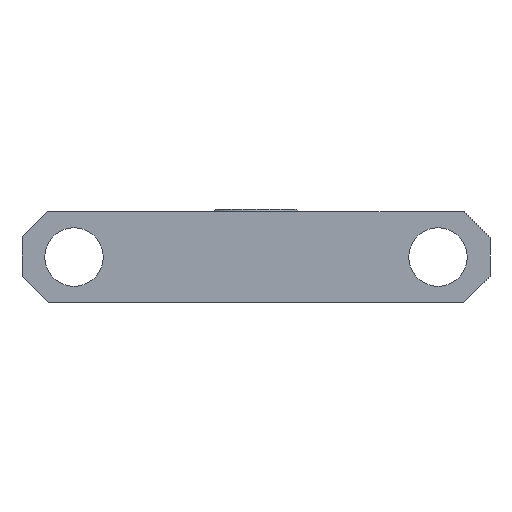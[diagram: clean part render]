
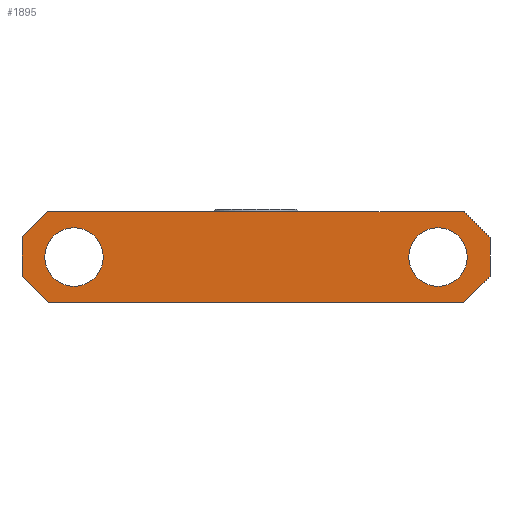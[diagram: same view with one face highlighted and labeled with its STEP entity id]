
A CAD part, front view. The second image highlights one B-rep face of the part: STEP entity #1895.
In plain terms, the highlighted planar face has unit normal (0, -1, 0).
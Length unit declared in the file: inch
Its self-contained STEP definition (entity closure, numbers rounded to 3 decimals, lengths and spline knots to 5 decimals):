
#43 = DIRECTION ( 'NONE',  ( 0., 0., 1. ) ) ;
#143 = ORIENTED_EDGE ( 'NONE', *, *, #787, .T. ) ;
#176 = EDGE_LOOP ( 'NONE', ( #2170, #2462 ) ) ;
#223 = DIRECTION ( 'NONE',  ( 0.707, 0., -0.707 ) ) ;
#226 = LINE ( 'NONE', #1197, #956 ) ;
#260 = DIRECTION ( 'NONE',  ( 0., 1., 0. ) ) ;
#276 = CARTESIAN_POINT ( 'NONE',  ( -1.125, 0., -0.09375 ) ) ;
#348 = CARTESIAN_POINT ( 'NONE',  ( -0.875, 0., 0. ) ) ;
#373 = LINE ( 'NONE', #526, #995 ) ;
#374 = EDGE_CURVE ( 'NONE', #2260, #978, #477, .T. ) ;
#384 = CARTESIAN_POINT ( 'NONE',  ( -1.125, 0., 0.09375 ) ) ;
#397 = DIRECTION ( 'NONE',  ( -0.707, 0., -0.707 ) ) ;
#407 = ORIENTED_EDGE ( 'NONE', *, *, #2223, .T. ) ;
#408 = CARTESIAN_POINT ( 'NONE',  ( -1.125, 0., -0.21875 ) ) ;
#415 = VERTEX_POINT ( 'NONE', #2341 ) ;
#422 = EDGE_CURVE ( 'NONE', #838, #1644, #2230, .T. ) ;
#425 = EDGE_CURVE ( 'NONE', #1115, #2134, #1903, .T. ) ;
#477 = LINE ( 'NONE', #1302, #2571 ) ;
#484 = DIRECTION ( 'NONE',  ( 0., 1., 0. ) ) ;
#485 = ORIENTED_EDGE ( 'NONE', *, *, #374, .T. ) ;
#504 = CARTESIAN_POINT ( 'NONE',  ( -1.28125, 0., -0.0625 ) ) ;
#515 = DIRECTION ( 'NONE',  ( 1., 0., 0. ) ) ;
#526 = CARTESIAN_POINT ( 'NONE',  ( -0.0625, 0., -1.28125 ) ) ;
#532 = EDGE_CURVE ( 'NONE', #1505, #2260, #1808, .T. ) ;
#626 = ORIENTED_EDGE ( 'NONE', *, *, #2550, .F. ) ;
#650 = DIRECTION ( 'NONE',  ( -0.707, 0., 0.707 ) ) ;
#651 = CIRCLE ( 'NONE', #2518, 0.14062 ) ;
#678 = CARTESIAN_POINT ( 'NONE',  ( -1.0625, 0., -0.15625 ) ) ;
#695 = DIRECTION ( 'NONE',  ( 0., 0., 1. ) ) ;
#754 = FACE_OUTER_BOUND ( 'NONE', #948, .T. ) ;
#759 = VECTOR ( 'NONE', #223, 39.37008 ) ;
#787 = EDGE_CURVE ( 'NONE', #1820, #1505, #373, .T. ) ;
#788 = DIRECTION ( 'NONE',  ( 0., 0., 1. ) ) ;
#801 = ORIENTED_EDGE ( 'NONE', *, *, #1160, .T. ) ;
#802 = VECTOR ( 'NONE', #43, 39.37008 ) ;
#838 = VERTEX_POINT ( 'NONE', #977 ) ;
#871 = CARTESIAN_POINT ( 'NONE',  ( 0.875, 0., 0.14062 ) ) ;
#872 = AXIS2_PLACEMENT_3D ( 'NONE', #408, #2325, #1493 ) ;
#903 = DIRECTION ( 'NONE',  ( 0., 0., 1. ) ) ;
#904 = EDGE_LOOP ( 'NONE', ( #2441, #1001 ) ) ;
#915 = CARTESIAN_POINT ( 'NONE',  ( 0.875, 0., -0.14062 ) ) ;
#927 = CIRCLE ( 'NONE', #1393, 0.14062 ) ;
#935 = VECTOR ( 'NONE', #1962, 39.37008 ) ;
#948 = EDGE_LOOP ( 'NONE', ( #626, #801, #2338, #143, #1035, #485, #1919, #407 ) ) ;
#956 = VECTOR ( 'NONE', #2092, 39.37008 ) ;
#977 = CARTESIAN_POINT ( 'NONE',  ( -0.875, 0., 0.14062 ) ) ;
#978 = VERTEX_POINT ( 'NONE', #2446 ) ;
#992 = CARTESIAN_POINT ( 'NONE',  ( 1.125, 0., 0.09375 ) ) ;
#995 = VECTOR ( 'NONE', #1813, 39.37008 ) ;
#1001 = ORIENTED_EDGE ( 'NONE', *, *, #422, .T. ) ;
#1035 = ORIENTED_EDGE ( 'NONE', *, *, #532, .T. ) ;
#1087 = CARTESIAN_POINT ( 'NONE',  ( -1.125, 0., -0.21875 ) ) ;
#1115 = VERTEX_POINT ( 'NONE', #871 ) ;
#1151 = VECTOR ( 'NONE', #515, 39.37008 ) ;
#1160 = EDGE_CURVE ( 'NONE', #2606, #1194, #2426, .T. ) ;
#1178 = CARTESIAN_POINT ( 'NONE',  ( 1.125, 0., -0.09375 ) ) ;
#1194 = VERTEX_POINT ( 'NONE', #2581 ) ;
#1197 = CARTESIAN_POINT ( 'NONE',  ( -1.125, 0., 0.21875 ) ) ;
#1199 = CARTESIAN_POINT ( 'NONE',  ( 1., 0., -0.21875 ) ) ;
#1268 = CARTESIAN_POINT ( 'NONE',  ( -0.875, 0., -0.14062 ) ) ;
#1302 = CARTESIAN_POINT ( 'NONE',  ( 0.15625, 0., 1.0625 ) ) ;
#1356 = CARTESIAN_POINT ( 'NONE',  ( -1.125, 0., -0.21875 ) ) ;
#1393 = AXIS2_PLACEMENT_3D ( 'NONE', #348, #2246, #788 ) ;
#1420 = EDGE_CURVE ( 'NONE', #1644, #838, #927, .T. ) ;
#1493 = DIRECTION ( 'NONE',  ( 0., 0., -1. ) ) ;
#1505 = VERTEX_POINT ( 'NONE', #1178 ) ;
#1535 = CARTESIAN_POINT ( 'NONE',  ( 1.125, 0., -0.21875 ) ) ;
#1543 = CARTESIAN_POINT ( 'NONE',  ( -0.875, 0., 0. ) ) ;
#1555 = AXIS2_PLACEMENT_3D ( 'NONE', #2381, #484, #903 ) ;
#1594 = LINE ( 'NONE', #1356, #1151 ) ;
#1644 = VERTEX_POINT ( 'NONE', #1268 ) ;
#1687 = PLANE ( 'NONE',  #872 ) ;
#1789 = DIRECTION ( 'NONE',  ( 0., 1., 0. ) ) ;
#1801 = FACE_BOUND ( 'NONE', #176, .T. ) ;
#1808 = LINE ( 'NONE', #1535, #935 ) ;
#1813 = DIRECTION ( 'NONE',  ( 0.707, 0., 0.707 ) ) ;
#1818 = VERTEX_POINT ( 'NONE', #384 ) ;
#1820 = VERTEX_POINT ( 'NONE', #1199 ) ;
#1876 = LINE ( 'NONE', #1087, #802 ) ;
#1895 = ADVANCED_FACE ( 'NONE', ( #2356, #754, #1801 ), #1687, .T. ) ;
#1903 = CIRCLE ( 'NONE', #1555, 0.14062 ) ;
#1919 = ORIENTED_EDGE ( 'NONE', *, *, #2235, .F. ) ;
#1962 = DIRECTION ( 'NONE',  ( 0., 0., 1. ) ) ;
#2092 = DIRECTION ( 'NONE',  ( 1., 0., 0. ) ) ;
#2134 = VERTEX_POINT ( 'NONE', #915 ) ;
#2170 = ORIENTED_EDGE ( 'NONE', *, *, #2690, .T. ) ;
#2198 = EDGE_CURVE ( 'NONE', #1194, #1820, #1594, .T. ) ;
#2223 = EDGE_CURVE ( 'NONE', #415, #1818, #2353, .T. ) ;
#2230 = CIRCLE ( 'NONE', #2250, 0.14062 ) ;
#2235 = EDGE_CURVE ( 'NONE', #415, #978, #226, .T. ) ;
#2246 = DIRECTION ( 'NONE',  ( 0., 1., 0. ) ) ;
#2250 = AXIS2_PLACEMENT_3D ( 'NONE', #1543, #260, #695 ) ;
#2260 = VERTEX_POINT ( 'NONE', #992 ) ;
#2285 = VECTOR ( 'NONE', #397, 39.37008 ) ;
#2325 = DIRECTION ( 'NONE',  ( 0., -1., 0. ) ) ;
#2338 = ORIENTED_EDGE ( 'NONE', *, *, #2198, .T. ) ;
#2341 = CARTESIAN_POINT ( 'NONE',  ( -1., 0., 0.21875 ) ) ;
#2353 = LINE ( 'NONE', #504, #2285 ) ;
#2356 = FACE_BOUND ( 'NONE', #904, .T. ) ;
#2381 = CARTESIAN_POINT ( 'NONE',  ( 0.875, 0., 0. ) ) ;
#2426 = LINE ( 'NONE', #678, #759 ) ;
#2427 = CARTESIAN_POINT ( 'NONE',  ( 0.875, 0., 0. ) ) ;
#2441 = ORIENTED_EDGE ( 'NONE', *, *, #1420, .T. ) ;
#2446 = CARTESIAN_POINT ( 'NONE',  ( 1., 0., 0.21875 ) ) ;
#2462 = ORIENTED_EDGE ( 'NONE', *, *, #425, .T. ) ;
#2518 = AXIS2_PLACEMENT_3D ( 'NONE', #2427, #1789, #2642 ) ;
#2550 = EDGE_CURVE ( 'NONE', #2606, #1818, #1876, .T. ) ;
#2571 = VECTOR ( 'NONE', #650, 39.37008 ) ;
#2581 = CARTESIAN_POINT ( 'NONE',  ( -1., 0., -0.21875 ) ) ;
#2606 = VERTEX_POINT ( 'NONE', #276 ) ;
#2642 = DIRECTION ( 'NONE',  ( 0., 0., 1. ) ) ;
#2690 = EDGE_CURVE ( 'NONE', #2134, #1115, #651, .T. ) ;
